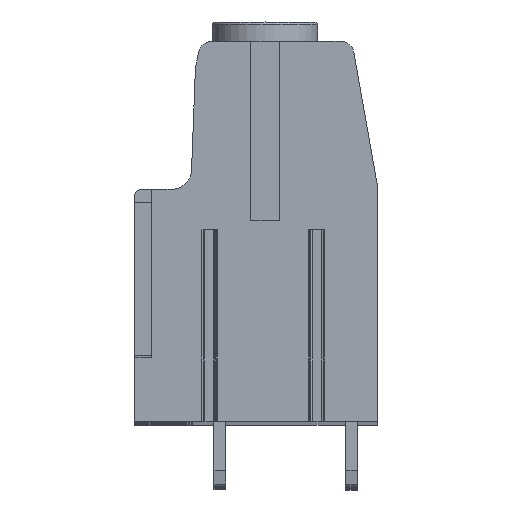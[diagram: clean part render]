
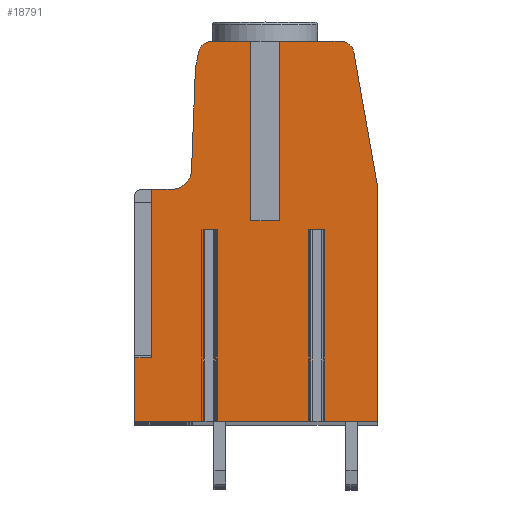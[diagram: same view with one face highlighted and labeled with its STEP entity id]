
A CAD part, top view. The second image highlights one B-rep face of the part: STEP entity #18791.
In plain terms, the highlighted planar face has unit normal (0, 0, 1).
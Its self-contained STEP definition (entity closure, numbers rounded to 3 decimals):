
#16=DIRECTION('',(0.,-1.,0.));
#17=VECTOR('',#16,13.85);
#18=CARTESIAN_POINT('',(1.8,13.9,170.18));
#19=LINE('',#18,#17);
#20=DIRECTION('',(-1.,0.,0.));
#21=VECTOR('',#20,4.762);
#22=CARTESIAN_POINT('',(6.562,13.9,170.18));
#23=LINE('',#22,#21);
#24=CARTESIAN_POINT('',(6.562,12.9,170.18));
#25=DIRECTION('',(0.,0.,1.));
#26=DIRECTION('',(0.985,0.174,0.));
#27=AXIS2_PLACEMENT_3D('',#24,#25,#26);
#29=DIRECTION('',(-0.174,0.985,0.));
#30=VECTOR('',#29,10.381);
#31=CARTESIAN_POINT('',(9.35,2.85,170.18));
#32=LINE('',#31,#30);
#33=DIRECTION('',(0.,1.,0.));
#34=VECTOR('',#33,18.25);
#35=CARTESIAN_POINT('',(9.35,-15.4,170.18));
#36=LINE('',#35,#34);
#37=DIRECTION('',(1.,0.,0.));
#38=VECTOR('',#37,4.173);
#39=CARTESIAN_POINT('',(5.177,-15.4,170.18));
#40=LINE('',#39,#38);
#41=DIRECTION('',(0.,-1.,0.));
#42=VECTOR('',#41,14.8);
#43=CARTESIAN_POINT('',(5.177,-0.6,170.18));
#44=LINE('',#43,#42);
#45=DIRECTION('',(-1.,0.,0.));
#46=VECTOR('',#45,0.955);
#47=CARTESIAN_POINT('',(5.177,-0.6,170.18));
#48=LINE('',#47,#46);
#49=DIRECTION('',(0.,-1.,0.));
#50=VECTOR('',#49,14.8);
#51=CARTESIAN_POINT('',(4.223,-0.6,170.18));
#52=LINE('',#51,#50);
#53=DIRECTION('',(1.,0.,0.));
#54=VECTOR('',#53,7.345);
#55=CARTESIAN_POINT('',(-3.123,-15.4,170.18));
#56=LINE('',#55,#54);
#57=DIRECTION('',(0.,-1.,0.));
#58=VECTOR('',#57,14.8);
#59=CARTESIAN_POINT('',(-3.123,-0.6,170.18));
#60=LINE('',#59,#58);
#61=DIRECTION('',(-1.,0.,0.));
#62=VECTOR('',#61,0.955);
#63=CARTESIAN_POINT('',(-3.123,-0.6,170.18));
#64=LINE('',#63,#62);
#65=DIRECTION('',(0.,-1.,0.));
#66=VECTOR('',#65,14.8);
#67=CARTESIAN_POINT('',(-4.077,-0.6,170.18));
#68=LINE('',#67,#66);
#69=DIRECTION('',(1.,0.,0.));
#70=VECTOR('',#69,5.273);
#71=CARTESIAN_POINT('',(-9.35,-15.4,170.18));
#72=LINE('',#71,#70);
#73=DIRECTION('',(0.,-1.,0.));
#74=VECTOR('',#73,4.9);
#75=CARTESIAN_POINT('',(-9.35,-10.5,170.18));
#76=LINE('',#75,#74);
#77=DIRECTION('',(1.,0.,0.));
#78=VECTOR('',#77,1.3);
#79=CARTESIAN_POINT('',(-9.35,-10.5,170.18));
#80=LINE('',#79,#78);
#81=DIRECTION('',(0.,1.,0.));
#82=VECTOR('',#81,13.);
#83=CARTESIAN_POINT('',(-8.05,-10.5,170.18));
#84=LINE('',#83,#82);
#85=DIRECTION('',(-1.,0.,0.));
#86=VECTOR('',#85,1.578);
#87=CARTESIAN_POINT('',(-6.472,2.5,170.18));
#88=LINE('',#87,#86);
#89=CARTESIAN_POINT('',(-6.472,4.,170.18));
#90=DIRECTION('',(0.,0.,-1.));
#91=DIRECTION('',(0.999,-0.038,0.));
#92=AXIS2_PLACEMENT_3D('',#89,#90,#91);
#94=DIRECTION('',(-0.038,-0.999,0.));
#95=VECTOR('',#94,7.704);
#96=CARTESIAN_POINT('',(-4.681,11.641,170.18));
#97=LINE('',#96,#95);
#98=CARTESIAN_POINT('',(-1.683,11.527,170.18));
#99=DIRECTION('',(0.,0.,1.));
#100=DIRECTION('',(-0.978,0.208,0.));
#101=AXIS2_PLACEMENT_3D('',#98,#99,#100);
#103=DIRECTION('',(-0.208,-0.978,0.));
#104=VECTOR('',#103,0.978);
#105=CARTESIAN_POINT('',(-4.414,13.108,170.18));
#106=LINE('',#105,#104);
#107=CARTESIAN_POINT('',(-3.436,12.9,170.18));
#108=DIRECTION('',(0.,0.,1.));
#109=DIRECTION('',(0.,1.,0.));
#110=AXIS2_PLACEMENT_3D('',#107,#108,#109);
#112=DIRECTION('',(-1.,0.,0.));
#113=VECTOR('',#112,3.036);
#114=CARTESIAN_POINT('',(-0.4,13.9,170.18));
#115=LINE('',#114,#113);
#116=DIRECTION('',(0.,-1.,0.));
#117=VECTOR('',#116,13.85);
#118=CARTESIAN_POINT('',(-0.4,13.9,170.18));
#119=LINE('',#118,#117);
#120=DIRECTION('',(1.,0.,0.));
#121=VECTOR('',#120,2.2);
#122=CARTESIAN_POINT('',(-0.4,0.05,170.18));
#123=LINE('',#122,#121);
#14592=CARTESIAN_POINT('',(9.35,-15.4,170.18));
#14593=CARTESIAN_POINT('',(9.35,2.85,170.18));
#14594=VERTEX_POINT('',#14592);
#14595=VERTEX_POINT('',#14593);
#14596=CARTESIAN_POINT('',(7.547,13.074,170.18));
#14597=VERTEX_POINT('',#14596);
#14598=CARTESIAN_POINT('',(6.562,13.9,170.18));
#14599=VERTEX_POINT('',#14598);
#14600=CARTESIAN_POINT('',(-3.436,13.9,170.18));
#14601=CARTESIAN_POINT('',(-4.414,13.108,170.18));
#14602=VERTEX_POINT('',#14600);
#14603=VERTEX_POINT('',#14601);
#14604=CARTESIAN_POINT('',(-4.617,12.151,170.18));
#14605=VERTEX_POINT('',#14604);
#14606=CARTESIAN_POINT('',(-4.681,11.641,170.18));
#14607=VERTEX_POINT('',#14606);
#14608=CARTESIAN_POINT('',(-4.973,3.943,170.18));
#14609=VERTEX_POINT('',#14608);
#14610=CARTESIAN_POINT('',(-6.472,2.5,170.18));
#14611=VERTEX_POINT('',#14610);
#14728=CARTESIAN_POINT('',(5.177,-15.4,170.18));
#14729=VERTEX_POINT('',#14728);
#14731=CARTESIAN_POINT('',(4.223,-15.4,170.18));
#14733=VERTEX_POINT('',#14731);
#14744=CARTESIAN_POINT('',(-3.123,-15.4,170.18));
#14745=VERTEX_POINT('',#14744);
#14747=CARTESIAN_POINT('',(-4.077,-15.4,170.18));
#14749=VERTEX_POINT('',#14747);
#14754=CARTESIAN_POINT('',(5.177,-0.6,170.18));
#14755=CARTESIAN_POINT('',(4.223,-0.6,170.18));
#14756=VERTEX_POINT('',#14754);
#14757=VERTEX_POINT('',#14755);
#14758=CARTESIAN_POINT('',(-3.123,-0.6,170.18));
#14759=CARTESIAN_POINT('',(-4.077,-0.6,170.18));
#14760=VERTEX_POINT('',#14758);
#14761=VERTEX_POINT('',#14759);
#14762=CARTESIAN_POINT('',(-9.35,-15.4,170.18));
#14763=VERTEX_POINT('',#14762);
#14966=CARTESIAN_POINT('',(-9.35,-10.5,170.18));
#14967=CARTESIAN_POINT('',(-8.05,-10.5,170.18));
#14968=VERTEX_POINT('',#14966);
#14969=VERTEX_POINT('',#14967);
#14970=CARTESIAN_POINT('',(-8.05,2.5,170.18));
#14971=VERTEX_POINT('',#14970);
#15122=CARTESIAN_POINT('',(1.8,13.9,170.18));
#15123=CARTESIAN_POINT('',(1.8,0.05,170.18));
#15124=VERTEX_POINT('',#15122);
#15125=VERTEX_POINT('',#15123);
#15126=CARTESIAN_POINT('',(-0.4,13.9,170.18));
#15127=CARTESIAN_POINT('',(-0.4,0.05,170.18));
#15128=VERTEX_POINT('',#15126);
#15129=VERTEX_POINT('',#15127);
#18732=CARTESIAN_POINT('',(0.,0.,170.18));
#18733=DIRECTION('',(0.,0.,1.));
#18734=DIRECTION('',(1.,0.,0.));
#18735=AXIS2_PLACEMENT_3D('',#18732,#18733,#18734);
#18736=PLANE('',#18735);
#18738=ORIENTED_EDGE('',*,*,#18737,.F.);
#18740=ORIENTED_EDGE('',*,*,#18739,.F.);
#18742=ORIENTED_EDGE('',*,*,#18741,.F.);
#18744=ORIENTED_EDGE('',*,*,#18743,.F.);
#18746=ORIENTED_EDGE('',*,*,#18745,.F.);
#18748=ORIENTED_EDGE('',*,*,#18747,.F.);
#18750=ORIENTED_EDGE('',*,*,#18749,.F.);
#18752=ORIENTED_EDGE('',*,*,#18751,.T.);
#18754=ORIENTED_EDGE('',*,*,#18753,.T.);
#18756=ORIENTED_EDGE('',*,*,#18755,.F.);
#18758=ORIENTED_EDGE('',*,*,#18757,.F.);
#18760=ORIENTED_EDGE('',*,*,#18759,.T.);
#18762=ORIENTED_EDGE('',*,*,#18761,.T.);
#18764=ORIENTED_EDGE('',*,*,#18763,.F.);
#18766=ORIENTED_EDGE('',*,*,#18765,.F.);
#18768=ORIENTED_EDGE('',*,*,#18767,.T.);
#18770=ORIENTED_EDGE('',*,*,#18769,.T.);
#18772=ORIENTED_EDGE('',*,*,#18771,.F.);
#18774=ORIENTED_EDGE('',*,*,#18773,.F.);
#18776=ORIENTED_EDGE('',*,*,#18775,.F.);
#18778=ORIENTED_EDGE('',*,*,#18777,.F.);
#18780=ORIENTED_EDGE('',*,*,#18779,.F.);
#18782=ORIENTED_EDGE('',*,*,#18781,.F.);
#18784=ORIENTED_EDGE('',*,*,#18783,.F.);
#18786=ORIENTED_EDGE('',*,*,#18785,.T.);
#18788=ORIENTED_EDGE('',*,*,#18787,.T.);
#18789=EDGE_LOOP('',(#18738,#18740,#18742,#18744,#18746,#18748,#18750,#18752,
#18754,#18756,#18758,#18760,#18762,#18764,#18766,#18768,#18770,#18772,#18774,
#18776,#18778,#18780,#18782,#18784,#18786,#18788));
#18790=FACE_OUTER_BOUND('',#18789,.F.);
#28=CIRCLE('',#27,1.);
#93=CIRCLE('',#92,1.5);
#102=CIRCLE('',#101,3.);
#111=CIRCLE('',#110,1.);
#18737=EDGE_CURVE('',#15124,#15125,#19,.T.);
#18739=EDGE_CURVE('',#14599,#15124,#23,.T.);
#18741=EDGE_CURVE('',#14597,#14599,#28,.T.);
#18743=EDGE_CURVE('',#14595,#14597,#32,.T.);
#18745=EDGE_CURVE('',#14594,#14595,#36,.T.);
#18747=EDGE_CURVE('',#14729,#14594,#40,.T.);
#18749=EDGE_CURVE('',#14756,#14729,#44,.T.);
#18751=EDGE_CURVE('',#14756,#14757,#48,.T.);
#18753=EDGE_CURVE('',#14757,#14733,#52,.T.);
#18755=EDGE_CURVE('',#14745,#14733,#56,.T.);
#18757=EDGE_CURVE('',#14760,#14745,#60,.T.);
#18759=EDGE_CURVE('',#14760,#14761,#64,.T.);
#18761=EDGE_CURVE('',#14761,#14749,#68,.T.);
#18763=EDGE_CURVE('',#14763,#14749,#72,.T.);
#18765=EDGE_CURVE('',#14968,#14763,#76,.T.);
#18767=EDGE_CURVE('',#14968,#14969,#80,.T.);
#18769=EDGE_CURVE('',#14969,#14971,#84,.T.);
#18771=EDGE_CURVE('',#14611,#14971,#88,.T.);
#18773=EDGE_CURVE('',#14609,#14611,#93,.T.);
#18775=EDGE_CURVE('',#14607,#14609,#97,.T.);
#18777=EDGE_CURVE('',#14605,#14607,#102,.T.);
#18779=EDGE_CURVE('',#14603,#14605,#106,.T.);
#18781=EDGE_CURVE('',#14602,#14603,#111,.T.);
#18783=EDGE_CURVE('',#15128,#14602,#115,.T.);
#18785=EDGE_CURVE('',#15128,#15129,#119,.T.);
#18787=EDGE_CURVE('',#15129,#15125,#123,.T.);
#18791=ADVANCED_FACE('',(#18790),#18736,.T.);
